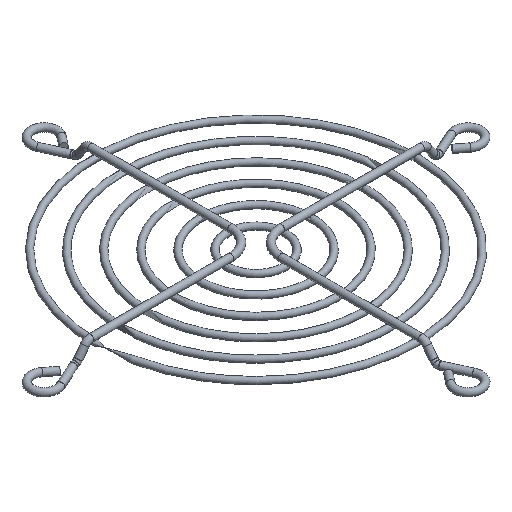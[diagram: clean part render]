
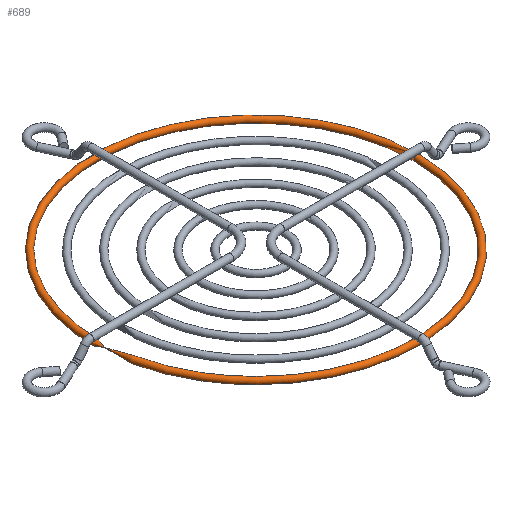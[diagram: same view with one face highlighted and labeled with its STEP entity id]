
A CAD part, isometric view. The second image highlights one B-rep face of the part: STEP entity #689.
In plain terms, the highlighted toroidal (fillet/blend) face has major radius 44.1 mm and minor radius 0.81 mm.
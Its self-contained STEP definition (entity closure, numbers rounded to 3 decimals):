
#204=ORIENTED_EDGE('',*,*,#241,.T.);
#205=ORIENTED_EDGE('',*,*,#238,.T.);
#206=ORIENTED_EDGE('',*,*,#230,.T.);
#207=ORIENTED_EDGE('',*,*,#218,.T.);
#218=EDGE_CURVE('',#282,#282,#346,.T.);
#230=EDGE_CURVE('',#294,#294,#356,.T.);
#238=EDGE_CURVE('',#302,#302,#360,.T.);
#241=EDGE_CURVE('',#305,#305,#363,.T.);
#282=VERTEX_POINT('',#1017);
#294=VERTEX_POINT('',#1104);
#302=VERTEX_POINT('',#1146);
#305=VERTEX_POINT('',#1172);
#346=B_SPLINE_CURVE_WITH_KNOTS('',3,(#1010,#1011,#1012,#1013,#1014,#1015,
#1016),.UNSPECIFIED.,.T.,.F.,(1,1,1,1,1,1,1,1,1,1,1),(0.,
0.,0.,0.,0.,
0.,0.,0.001,0.001,
0.001,0.001),.UNSPECIFIED.);
#356=B_SPLINE_CURVE_WITH_KNOTS('',3,(#1097,#1098,#1099,#1100,#1101,#1102,
#1103),.UNSPECIFIED.,.T.,.F.,(1,1,1,1,1,1,1,1,1,1,1),(0.,
0.,0.,0.,0.,
0.,0.,0.001,0.001,
0.001,0.001),.UNSPECIFIED.);
#360=B_SPLINE_CURVE_WITH_KNOTS('',3,(#1139,#1140,#1141,#1142,#1143,#1144,
#1145),.UNSPECIFIED.,.T.,.F.,(1,1,1,1,1,1,1,1,1,1,1),(0.,
0.,0.,0.,0.,
0.,0.,0.001,0.001,
0.001,0.001),.UNSPECIFIED.);
#363=B_SPLINE_CURVE_WITH_KNOTS('',3,(#1165,#1166,#1167,#1168,#1169,#1170,
#1171),.UNSPECIFIED.,.T.,.F.,(1,1,1,1,1,1,1,1,1,1,1),(0.,
0.,0.,0.,0.,
0.,0.,0.001,0.001,
0.001,0.001),.UNSPECIFIED.);
#484=EDGE_LOOP('',(#204));
#485=EDGE_LOOP('',(#205));
#486=EDGE_LOOP('',(#206));
#487=EDGE_LOOP('',(#207));
#612=FACE_BOUND('',#484,.T.);
#613=FACE_BOUND('',#485,.T.);
#614=FACE_BOUND('',#486,.T.);
#615=FACE_BOUND('',#487,.T.);
#641=TOROIDAL_SURFACE('',#786,44.1,0.81);
#689=ADVANCED_FACE('',(#612,#613,#614,#615),#641,.T.);
#786=AXIS2_PLACEMENT_3D('',#1653,#953,#954);
#953=DIRECTION('',(0.,0.,1.));
#954=DIRECTION('',(1.,0.,0.));
#1010=CARTESIAN_POINT('',(0.12,-44.173,0.811));
#1011=CARTESIAN_POINT('',(-0.075,-44.215,0.804));
#1012=CARTESIAN_POINT('',(-0.12,-44.026,0.811));
#1013=CARTESIAN_POINT('',(0.075,-43.985,0.804));
#1014=CARTESIAN_POINT('',(0.12,-44.173,0.811));
#1015=CARTESIAN_POINT('',(-0.075,-44.215,0.804));
#1016=CARTESIAN_POINT('',(-0.12,-44.026,0.811));
#1017=CARTESIAN_POINT('',(-0.05,-44.177,0.806));
#1097=CARTESIAN_POINT('',(44.173,0.12,0.811));
#1098=CARTESIAN_POINT('',(44.215,-0.075,0.804));
#1099=CARTESIAN_POINT('',(44.026,-0.12,0.811));
#1100=CARTESIAN_POINT('',(43.985,0.075,0.804));
#1101=CARTESIAN_POINT('',(44.173,0.12,0.811));
#1102=CARTESIAN_POINT('',(44.215,-0.075,0.804));
#1103=CARTESIAN_POINT('',(44.026,-0.12,0.811));
#1104=CARTESIAN_POINT('',(44.177,-0.05,0.806));
#1139=CARTESIAN_POINT('',(-0.12,44.173,0.811));
#1140=CARTESIAN_POINT('',(0.075,44.215,0.804));
#1141=CARTESIAN_POINT('',(0.12,44.026,0.811));
#1142=CARTESIAN_POINT('',(-0.075,43.985,0.804));
#1143=CARTESIAN_POINT('',(-0.12,44.173,0.811));
#1144=CARTESIAN_POINT('',(0.075,44.215,0.804));
#1145=CARTESIAN_POINT('',(0.12,44.026,0.811));
#1146=CARTESIAN_POINT('',(0.05,44.177,0.806));
#1165=CARTESIAN_POINT('',(-44.173,-0.12,0.811));
#1166=CARTESIAN_POINT('',(-44.215,0.075,0.804));
#1167=CARTESIAN_POINT('',(-44.026,0.12,0.811));
#1168=CARTESIAN_POINT('',(-43.985,-0.075,0.804));
#1169=CARTESIAN_POINT('',(-44.173,-0.12,0.811));
#1170=CARTESIAN_POINT('',(-44.215,0.075,0.804));
#1171=CARTESIAN_POINT('',(-44.026,0.12,0.811));
#1172=CARTESIAN_POINT('',(-44.177,0.05,0.806));
#1653=CARTESIAN_POINT('',(0.,0.,0.));
